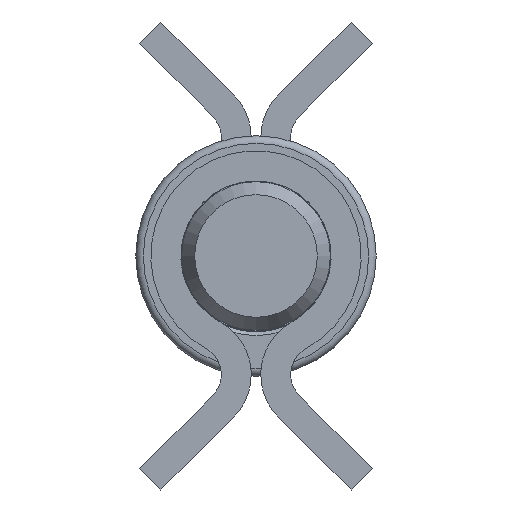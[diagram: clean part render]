
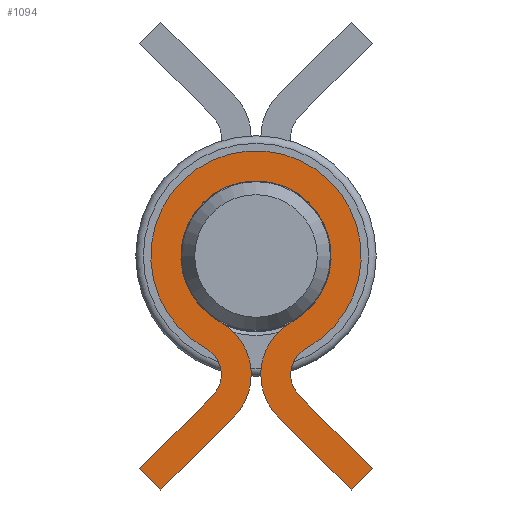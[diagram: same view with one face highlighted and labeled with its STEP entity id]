
A CAD part, front view. The second image highlights one B-rep face of the part: STEP entity #1094.
In plain terms, the highlighted face is planar.
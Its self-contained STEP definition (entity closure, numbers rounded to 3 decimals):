
#74=PLANE('',#1299);
#143=FACE_OUTER_BOUND('',#210,.T.);
#210=EDGE_LOOP('',(#827,#828,#829,#830,#831,#832,#833,#834,#835,#836,#837,
#838));
#268=LINE('',#1808,#355);
#272=LINE('',#1815,#359);
#275=LINE('',#1821,#362);
#281=LINE('',#1845,#368);
#284=LINE('',#1851,#371);
#287=LINE('',#1857,#374);
#355=VECTOR('',#1442,10.);
#359=VECTOR('',#1448,10.);
#362=VECTOR('',#1453,10.);
#368=VECTOR('',#1479,10.);
#371=VECTOR('',#1484,10.);
#374=VECTOR('',#1489,10.);
#443=CIRCLE('',#1280,8.);
#445=CIRCLE('',#1283,10.);
#447=CIRCLE('',#1286,8.);
#449=CIRCLE('',#1292,4.);
#451=CIRCLE('',#1295,14.);
#453=CIRCLE('',#1298,4.);
#509=VERTEX_POINT('',#1805);
#510=VERTEX_POINT('',#1807);
#512=VERTEX_POINT('',#1813);
#514=VERTEX_POINT('',#1819);
#516=VERTEX_POINT('',#1825);
#518=VERTEX_POINT('',#1831);
#520=VERTEX_POINT('',#1837);
#522=VERTEX_POINT('',#1843);
#524=VERTEX_POINT('',#1849);
#526=VERTEX_POINT('',#1855);
#528=VERTEX_POINT('',#1861);
#530=VERTEX_POINT('',#1867);
#616=EDGE_CURVE('',#509,#510,#268,.T.);
#620=EDGE_CURVE('',#512,#509,#272,.T.);
#623=EDGE_CURVE('',#514,#512,#275,.T.);
#626=EDGE_CURVE('',#516,#514,#443,.T.);
#629=EDGE_CURVE('',#518,#516,#445,.T.);
#632=EDGE_CURVE('',#520,#518,#447,.T.);
#635=EDGE_CURVE('',#522,#520,#281,.T.);
#638=EDGE_CURVE('',#524,#522,#284,.T.);
#641=EDGE_CURVE('',#526,#524,#287,.T.);
#644=EDGE_CURVE('',#528,#526,#449,.T.);
#647=EDGE_CURVE('',#530,#528,#451,.T.);
#649=EDGE_CURVE('',#510,#530,#453,.T.);
#827=ORIENTED_EDGE('',*,*,#649,.F.);
#828=ORIENTED_EDGE('',*,*,#616,.F.);
#829=ORIENTED_EDGE('',*,*,#620,.F.);
#830=ORIENTED_EDGE('',*,*,#623,.F.);
#831=ORIENTED_EDGE('',*,*,#626,.F.);
#832=ORIENTED_EDGE('',*,*,#629,.F.);
#833=ORIENTED_EDGE('',*,*,#632,.F.);
#834=ORIENTED_EDGE('',*,*,#635,.F.);
#835=ORIENTED_EDGE('',*,*,#638,.F.);
#836=ORIENTED_EDGE('',*,*,#641,.F.);
#837=ORIENTED_EDGE('',*,*,#644,.F.);
#838=ORIENTED_EDGE('',*,*,#647,.F.);
#1094=ADVANCED_FACE('',(#143),#74,.F.);
#1280=AXIS2_PLACEMENT_3D('',#1827,#1459,#1460);
#1283=AXIS2_PLACEMENT_3D('',#1833,#1466,#1467);
#1286=AXIS2_PLACEMENT_3D('',#1839,#1473,#1474);
#1292=AXIS2_PLACEMENT_3D('',#1863,#1495,#1496);
#1295=AXIS2_PLACEMENT_3D('',#1869,#1502,#1503);
#1298=AXIS2_PLACEMENT_3D('',#1872,#1508,#1509);
#1299=AXIS2_PLACEMENT_3D('',#1873,#1510,#1511);
#1442=DIRECTION('',(-0.707,-0.707,0.));
#1448=DIRECTION('',(-0.707,0.707,0.));
#1453=DIRECTION('',(0.707,0.707,0.));
#1459=DIRECTION('center_axis',(0.,0.,1.));
#1460=DIRECTION('ref_axis',(-0.878,-0.48,0.));
#1466=DIRECTION('center_axis',(0.,0.,-1.));
#1467=DIRECTION('ref_axis',(-0.878,-0.48,0.));
#1473=DIRECTION('center_axis',(0.,0.,1.));
#1474=DIRECTION('ref_axis',(0.707,0.707,0.));
#1479=DIRECTION('',(-0.707,0.707,0.));
#1484=DIRECTION('',(0.707,0.707,0.));
#1489=DIRECTION('',(0.707,-0.707,0.));
#1495=DIRECTION('center_axis',(0.,0.,-1.));
#1496=DIRECTION('ref_axis',(-0.707,-0.707,0.));
#1502=DIRECTION('center_axis',(0.,0.,1.));
#1503=DIRECTION('ref_axis',(0.878,0.48,0.));
#1508=DIRECTION('center_axis',(0.,0.,-1.));
#1509=DIRECTION('ref_axis',(0.878,0.48,0.));
#1510=DIRECTION('center_axis',(0.,0.,1.));
#1511=DIRECTION('ref_axis',(1.,0.,0.));
#1805=CARTESIAN_POINT('',(28.322,15.5,0.));
#1807=CARTESIAN_POINT('',(18.624,5.803,0.));
#1808=CARTESIAN_POINT('',(28.322,15.5,0.));
#1813=CARTESIAN_POINT('',(31.15,12.672,0.));
#1815=CARTESIAN_POINT('',(31.15,12.672,0.));
#1819=CARTESIAN_POINT('',(21.453,2.974,0.));
#1821=CARTESIAN_POINT('',(21.453,2.974,0.));
#1825=CARTESIAN_POINT('',(8.775,4.795,0.));
#1827=CARTESIAN_POINT('Origin',(15.796,8.631,0.));
#1831=CARTESIAN_POINT('',(8.775,-4.795,0.));
#1833=CARTESIAN_POINT('Origin',(0.,0.,0.));
#1837=CARTESIAN_POINT('',(21.453,-2.974,0.));
#1839=CARTESIAN_POINT('Origin',(15.796,-8.631,0.));
#1843=CARTESIAN_POINT('',(31.15,-12.672,0.));
#1845=CARTESIAN_POINT('',(31.15,-12.672,0.));
#1849=CARTESIAN_POINT('',(28.322,-15.5,0.));
#1851=CARTESIAN_POINT('',(28.322,-15.5,0.));
#1855=CARTESIAN_POINT('',(18.624,-5.803,0.));
#1857=CARTESIAN_POINT('',(18.624,-5.803,0.));
#1861=CARTESIAN_POINT('',(12.286,-6.713,0.));
#1863=CARTESIAN_POINT('Origin',(15.796,-8.631,0.));
#1867=CARTESIAN_POINT('',(12.286,6.713,0.));
#1869=CARTESIAN_POINT('Origin',(0.,0.,0.));
#1872=CARTESIAN_POINT('Origin',(15.796,8.631,0.));
#1873=CARTESIAN_POINT('Origin',(9.155,0.,0.));
